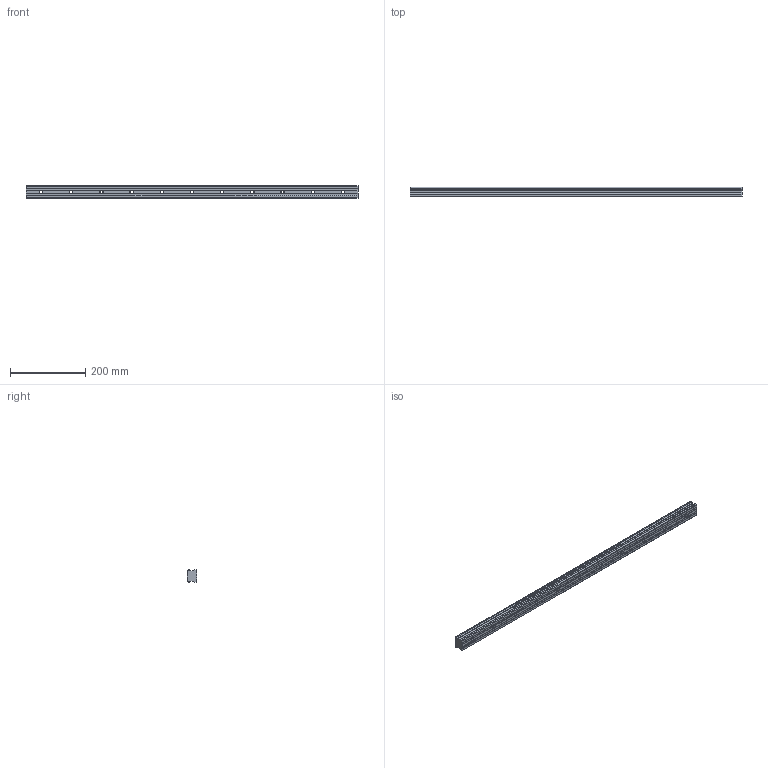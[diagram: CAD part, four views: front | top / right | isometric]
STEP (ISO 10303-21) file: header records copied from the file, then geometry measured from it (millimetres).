
FILE_DESCRIPTION (( 'STEP AP214' ), '1' );
FILE_NAME ('SHS35C1SS-880L_G40_0_B-M6F_379_0_0_0_1.STEP', '2021-06-22T09:06:26', ( '' ), ( '' ), 'SwSTEP 2.0', 'SolidWorks 2021', '' );
FILE_SCHEMA (( 'AUTOMOTIVE_DESIGN' ));
Length unit declared in the file: millimetre
Products named in the file (2): SHS35C1SS-880L_G40_0_B-M6F_379_0_0_0_1; _SHS35C88040 Track
Assembly tree (1 placements, depth 2):
  SHS35C1SS-880L_G40_0_B-M6F_379_0_0_0_1
    _SHS35C88040 Track
Bounding box: 880 x 26 x 34 mm (x, y, z)
Volume: 669972.2 mm3; surface area: 117801.6 mm2
Topology: 1 solids, 1 shells, 158 faces, 468 edges, 312 vertices
Faces by surface type: cylinder 90, plane 68
Entity records: 5594 total; most frequent: CARTESIAN_POINT 1294, ORIENTED_EDGE 936, DIRECTION 884, EDGE_CURVE 468, AXIS2_PLACEMENT_3D 342, VERTEX_POINT 312, VECTOR 200, LINE 200
